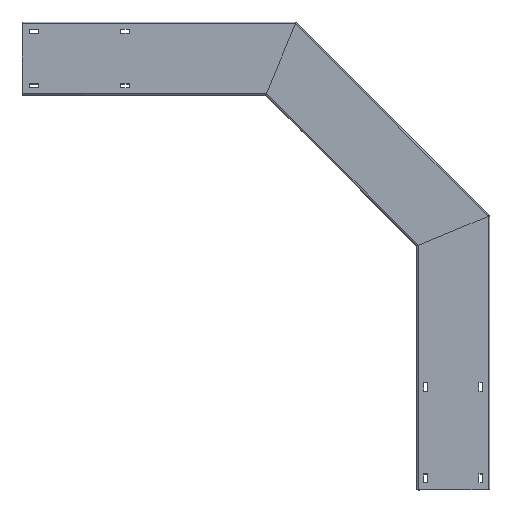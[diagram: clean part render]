
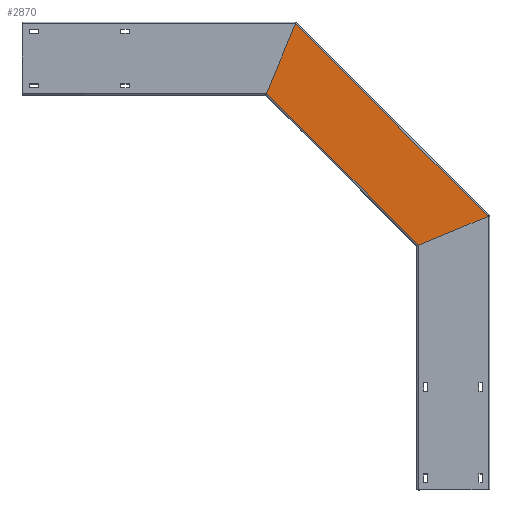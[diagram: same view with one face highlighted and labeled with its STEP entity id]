
A CAD part, top view. The second image highlights one B-rep face of the part: STEP entity #2870.
In plain terms, the highlighted planar face has unit normal (0, 0, 1).
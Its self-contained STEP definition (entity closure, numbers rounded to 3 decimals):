
#2254=DIRECTION('',(-1.,0.,0.));
#2255=VECTOR('',#2254,470.351);
#2256=CARTESIAN_POINT('',(235.176,3.5,0.));
#2257=LINE('',#2256,#2255);
#2306=DIRECTION('',(0.383,-0.924,0.));
#2307=VECTOR('',#2306,165.606);
#2308=CARTESIAN_POINT('',(-298.55,156.5,0.));
#2309=LINE('',#2308,#2307);
#2310=DIRECTION('',(0.383,0.924,0.));
#2311=VECTOR('',#2310,165.606);
#2312=CARTESIAN_POINT('',(235.176,3.5,0.));
#2313=LINE('',#2312,#2311);
#2356=DIRECTION('',(1.,0.,0.));
#2357=VECTOR('',#2356,597.101);
#2358=CARTESIAN_POINT('',(-298.55,156.5,0.));
#2359=LINE('',#2358,#2357);
#2540=CARTESIAN_POINT('',(-235.176,3.5,0.));
#2541=VERTEX_POINT('',#2540);
#2542=CARTESIAN_POINT('',(-298.55,156.5,0.));
#2543=VERTEX_POINT('',#2542);
#2554=CARTESIAN_POINT('',(235.176,3.5,0.));
#2555=VERTEX_POINT('',#2554);
#2556=CARTESIAN_POINT('',(298.55,156.5,0.));
#2557=VERTEX_POINT('',#2556);
#2857=CARTESIAN_POINT('',(300.,0.,0.));
#2858=DIRECTION('',(0.,0.,1.));
#2859=DIRECTION('',(1.,0.,0.));
#2860=AXIS2_PLACEMENT_3D('',#2857,#2858,#2859);
#2861=PLANE('',#2860);
#2862=ORIENTED_EDGE('',*,*,#2746,.T.);
#2864=ORIENTED_EDGE('',*,*,#2863,.F.);
#2866=ORIENTED_EDGE('',*,*,#2865,.T.);
#2867=ORIENTED_EDGE('',*,*,#2849,.F.);
#2868=EDGE_LOOP('',(#2862,#2864,#2866,#2867));
#2869=FACE_OUTER_BOUND('',#2868,.F.);
#2870=ADVANCED_FACE('',(#2869),#2861,.T.);
#2746=EDGE_CURVE('',#2555,#2541,#2257,.T.);
#2849=EDGE_CURVE('',#2555,#2557,#2313,.T.);
#2863=EDGE_CURVE('',#2543,#2541,#2309,.T.);
#2865=EDGE_CURVE('',#2543,#2557,#2359,.T.);
